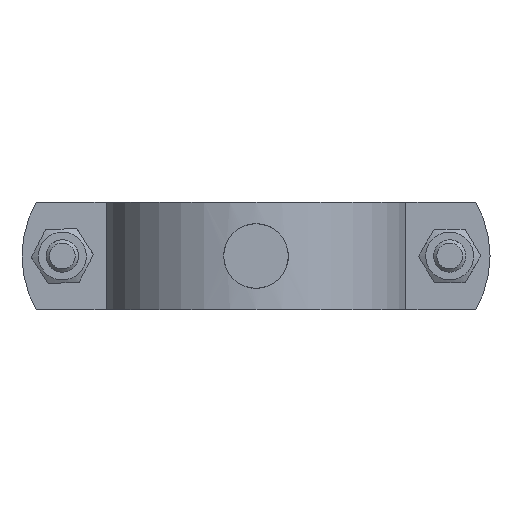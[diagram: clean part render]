
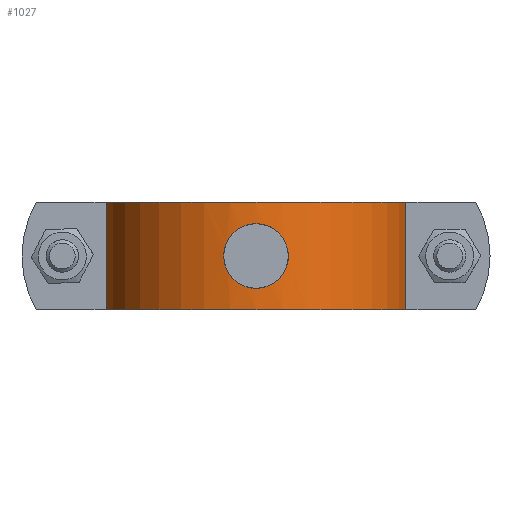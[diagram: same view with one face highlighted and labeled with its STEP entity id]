
A CAD part, front view. The second image highlights one B-rep face of the part: STEP entity #1027.
In plain terms, the highlighted cylindrical face has radius 28.4 mm (diameter 56.8 mm), a partial arc.
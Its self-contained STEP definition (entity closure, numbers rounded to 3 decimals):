
#588=CARTESIAN_POINT('',(6.,27.759,0.));
#589=VERTEX_POINT('',#588);
#590=CARTESIAN_POINT('',(6.,27.759,0.));
#591=CARTESIAN_POINT('',(6.,27.759,0.631));
#592=CARTESIAN_POINT('',(5.896,27.782,1.298));
#593=CARTESIAN_POINT('',(5.681,27.826,1.93));
#594=CARTESIAN_POINT('',(5.461,27.871,2.578));
#595=CARTESIAN_POINT('',(5.124,27.937,3.192));
#596=CARTESIAN_POINT('',(4.712,28.006,3.715));
#597=CARTESIAN_POINT('',(4.549,28.034,3.921));
#598=CARTESIAN_POINT('',(4.376,28.061,4.113));
#599=CARTESIAN_POINT('',(4.194,28.089,4.291));
#600=CARTESIAN_POINT('',(3.722,28.159,4.752));
#601=CARTESIAN_POINT('',(3.145,28.233,5.157));
#602=CARTESIAN_POINT('',(2.511,28.289,5.449));
#603=CARTESIAN_POINT('',(1.902,28.343,5.73));
#604=CARTESIAN_POINT('',(1.241,28.38,5.906));
#605=CARTESIAN_POINT('',(0.593,28.394,5.971));
#606=CARTESIAN_POINT('',(0.213,28.402,6.008));
#607=CARTESIAN_POINT('',(-0.155,28.402,6.01));
#608=CARTESIAN_POINT('',(-0.533,28.395,5.976));
#609=CARTESIAN_POINT('',(-1.189,28.383,5.918));
#610=CARTESIAN_POINT('',(-1.86,28.346,5.745));
#611=CARTESIAN_POINT('',(-2.478,28.292,5.464));
#612=CARTESIAN_POINT('',(-3.086,28.238,5.188));
#613=CARTESIAN_POINT('',(-3.645,28.169,4.808));
#614=CARTESIAN_POINT('',(-4.107,28.101,4.374));
#615=CARTESIAN_POINT('',(-4.283,28.076,4.209));
#616=CARTESIAN_POINT('',(-4.447,28.05,4.035));
#617=CARTESIAN_POINT('',(-4.604,28.024,3.847));
#618=CARTESIAN_POINT('',(-5.028,27.955,3.34));
#619=CARTESIAN_POINT('',(-5.382,27.887,2.74));
#620=CARTESIAN_POINT('',(-5.621,27.838,2.099));
#621=CARTESIAN_POINT('',(-5.802,27.802,1.613));
#622=CARTESIAN_POINT('',(-5.919,27.776,1.104));
#623=CARTESIAN_POINT('',(-5.97,27.765,0.602));
#624=CARTESIAN_POINT('',(-6.008,27.757,0.225));
#625=CARTESIAN_POINT('',(-6.01,27.757,-0.141));
#626=CARTESIAN_POINT('',(-5.978,27.764,-0.518));
#627=CARTESIAN_POINT('',(-5.921,27.776,-1.169));
#628=CARTESIAN_POINT('',(-5.752,27.813,-1.834));
#629=CARTESIAN_POINT('',(-5.477,27.867,-2.449));
#630=CARTESIAN_POINT('',(-5.201,27.921,-3.068));
#631=CARTESIAN_POINT('',(-4.816,27.992,-3.636));
#632=CARTESIAN_POINT('',(-4.376,28.061,-4.105));
#633=CARTESIAN_POINT('',(-4.212,28.086,-4.28));
#634=CARTESIAN_POINT('',(-4.04,28.112,-4.442));
#635=CARTESIAN_POINT('',(-3.854,28.137,-4.598));
#636=CARTESIAN_POINT('',(-3.351,28.206,-5.02));
#637=CARTESIAN_POINT('',(-2.755,28.273,-5.373));
#638=CARTESIAN_POINT('',(-2.118,28.321,-5.614));
#639=CARTESIAN_POINT('',(-1.574,28.362,-5.819));
#640=CARTESIAN_POINT('',(-0.998,28.388,-5.943));
#641=CARTESIAN_POINT('',(-0.437,28.397,-5.984));
#642=CARTESIAN_POINT('',(-0.115,28.402,-6.008));
#643=CARTESIAN_POINT('',(0.198,28.401,-6.005));
#644=CARTESIAN_POINT('',(0.52,28.395,-5.977));
#645=CARTESIAN_POINT('',(1.17,28.383,-5.921));
#646=CARTESIAN_POINT('',(1.836,28.347,-5.752));
#647=CARTESIAN_POINT('',(2.45,28.294,-5.477));
#648=CARTESIAN_POINT('',(3.069,28.241,-5.2));
#649=CARTESIAN_POINT('',(3.636,28.17,-4.816));
#650=CARTESIAN_POINT('',(4.106,28.102,-4.375));
#651=CARTESIAN_POINT('',(4.281,28.076,-4.211));
#652=CARTESIAN_POINT('',(4.445,28.05,-4.038));
#653=CARTESIAN_POINT('',(4.601,28.025,-3.851));
#654=CARTESIAN_POINT('',(5.039,27.953,-3.327));
#655=CARTESIAN_POINT('',(5.403,27.882,-2.704));
#656=CARTESIAN_POINT('',(5.643,27.834,-2.039));
#657=CARTESIAN_POINT('',(5.868,27.788,-1.416));
#658=CARTESIAN_POINT('',(5.986,27.762,-0.756));
#659=CARTESIAN_POINT('',(5.999,27.759,-0.125));
#660=CARTESIAN_POINT('',(6.,27.759,-0.083));
#661=CARTESIAN_POINT('',(6.,27.759,-0.042));
#662=CARTESIAN_POINT('',(6.,27.759,0.));
#663=B_SPLINE_CURVE_WITH_KNOTS('',3,(#590,#591,#592,#593,#594,#595,#596,#597,#598,#599,#600,#601,#602,#603,#604,#605,#606,#607,#608,#609,#610,#611,#612,#613,#614,#615,#616,#617,#618,#619,#620,#621,#622,#623,#624,#625,#626,#627,#628,#629,#630,#631,#632,#633,#634,#635,#636,#637,#638,#639,#640,#641,#642,#643,#644,#645,#646,#647,#648,#649,#650,#651,#652,#653,#654,#655,#656,#657,#658,#659,#660,#661,#662),.UNSPECIFIED.,.T.,.U.,(4,3,3,3,3,3,3,3,3,3,3,3,3,3,3,3,3,3,3,3,3,3,3,3,4),(0.0,0.189,0.384,0.46,0.658,0.849,0.96,1.152,1.342,1.414,1.608,1.755,1.865,2.056,2.248,2.32,2.513,2.678,2.772,2.963,3.155,3.227,3.428,3.615,3.628),.UNSPECIFIED.);
#664=EDGE_CURVE('',#589,#589,#663,.T.);
#845=CARTESIAN_POINT('',(27.862,5.5,10.0));
#846=VERTEX_POINT('',#845);
#853=CARTESIAN_POINT('',(-27.862,5.5,10.0));
#854=VERTEX_POINT('',#853);
#855=CARTESIAN_POINT('',(0.0,0.0,10.0));
#856=DIRECTION('',(0.0,0.0,-1.));
#857=DIRECTION('',(-0.981,-0.194,0.0));
#858=AXIS2_PLACEMENT_3D('',#855,#856,#857);
#859=CIRCLE('',#858,28.4);
#860=EDGE_CURVE('',#854,#846,#859,.T.);
#900=CARTESIAN_POINT('',(27.862,5.5,-10.0));
#901=VERTEX_POINT('',#900);
#908=CARTESIAN_POINT('',(27.862,5.5,10.0));
#909=DIRECTION('',(0.0,0.0,-1.0));
#910=VECTOR('',#909,20.0);
#911=LINE('',#908,#910);
#912=EDGE_CURVE('',#846,#901,#911,.T.);
#989=CARTESIAN_POINT('',(-27.862,5.5,-10.0));
#990=VERTEX_POINT('',#989);
#997=CARTESIAN_POINT('',(0.0,0.0,-10.0));
#998=DIRECTION('',(0.0,0.0,1.));
#999=DIRECTION('',(-0.981,-0.194,0.0));
#1000=AXIS2_PLACEMENT_3D('',#997,#998,#999);
#1001=CIRCLE('',#1000,28.4);
#1002=EDGE_CURVE('',#901,#990,#1001,.T.);
#1008=CARTESIAN_POINT('',(0.0,0.0,0.0));
#1009=DIRECTION('',(0.0,0.0,1.0));
#1010=DIRECTION('',(-0.981,-0.194,0.0));
#1011=AXIS2_PLACEMENT_3D('',#1008,#1009,#1010);
#1012=CYLINDRICAL_SURFACE('',#1011,28.4);
#1013=ORIENTED_EDGE('',*,*,#860,.T.);
#1014=ORIENTED_EDGE('',*,*,#912,.T.);
#1015=ORIENTED_EDGE('',*,*,#1002,.T.);
#1016=CARTESIAN_POINT('',(-27.862,5.5,10.0));
#1017=DIRECTION('',(0.0,0.0,-1.0));
#1018=VECTOR('',#1017,20.0);
#1019=LINE('',#1016,#1018);
#1020=EDGE_CURVE('',#854,#990,#1019,.T.);
#1021=ORIENTED_EDGE('',*,*,#1020,.F.);
#1022=EDGE_LOOP('',(#1013,#1014,#1015,#1021));
#1023=FACE_OUTER_BOUND('',#1022,.T.);
#1024=ORIENTED_EDGE('',*,*,#664,.T.);
#1025=EDGE_LOOP('',(#1024));
#1026=FACE_BOUND('',#1025,.T.);
#1027=ADVANCED_FACE('',(#1023,#1026),#1012,.T.);
